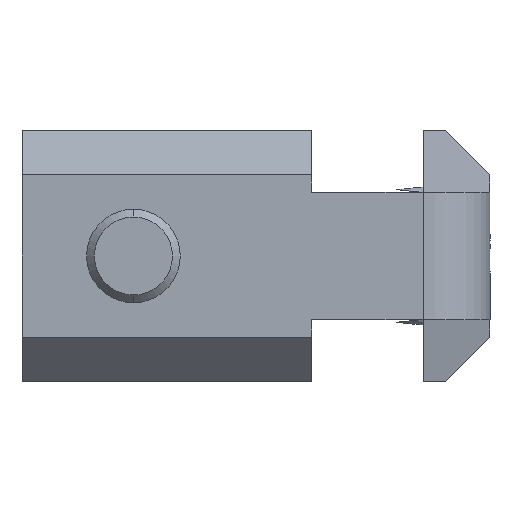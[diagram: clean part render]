
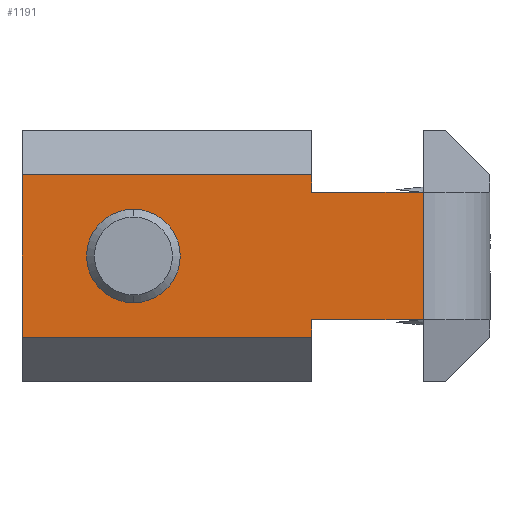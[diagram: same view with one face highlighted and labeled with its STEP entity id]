
A CAD part, front view. The second image highlights one B-rep face of the part: STEP entity #1191.
In plain terms, the highlighted planar face has unit normal (0, -1, 0).
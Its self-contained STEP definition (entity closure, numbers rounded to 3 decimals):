
#94 = CARTESIAN_POINT ( 'NONE',  ( 13., 0., 2.85 ) ) ;
#376 = LINE ( 'NONE', #3790, #1576 ) ;
#381 = VERTEX_POINT ( 'NONE', #1783 ) ;
#450 = EDGE_LOOP ( 'NONE', ( #3379, #2423, #2512, #1081, #2966, #2876, #1999, #2703 ) ) ;
#467 = CARTESIAN_POINT ( 'NONE',  ( 5., 0., 2.1 ) ) ;
#624 = VERTEX_POINT ( 'NONE', #467 ) ;
#908 = LINE ( 'NONE', #3974, #2837 ) ;
#1055 = CARTESIAN_POINT ( 'NONE',  ( 0., 0., -3.65 ) ) ;
#1081 = ORIENTED_EDGE ( 'NONE', *, *, #2268, .F. ) ;
#1191 = ADVANCED_FACE ( 'NONE', ( #3964, #4184 ), #3750, .F. ) ;
#1454 = CIRCLE ( 'NONE', #3352, 2.1 ) ;
#1576 = VECTOR ( 'NONE', #3783, 1000. ) ;
#1635 = EDGE_CURVE ( 'NONE', #624, #3845, #1454, .T. ) ;
#1783 = CARTESIAN_POINT ( 'NONE',  ( 0., 0., 3.65 ) ) ;
#1828 = AXIS2_PLACEMENT_3D ( 'NONE', #3989, #3985, #3983 ) ;
#1985 = LINE ( 'NONE', #94, #2497 ) ;
#1999 = ORIENTED_EDGE ( 'NONE', *, *, #2231, .F. ) ;
#2007 = EDGE_CURVE ( 'NONE', #2482, #3047, #1985, .T. ) ;
#2091 = ORIENTED_EDGE ( 'NONE', *, *, #1635, .F. ) ;
#2140 = EDGE_CURVE ( 'NONE', #2313, #2553, #3051, .T. ) ;
#2169 = DIRECTION ( 'NONE',  ( 0., 0., 1. ) ) ;
#2174 = DIRECTION ( 'NONE',  ( 0., -1., 0. ) ) ;
#2177 = CARTESIAN_POINT ( 'NONE',  ( 5., 0., 0. ) ) ;
#2197 = VECTOR ( 'NONE', #3877, 1000. ) ;
#2198 = CARTESIAN_POINT ( 'NONE',  ( 5., 0., -2.1 ) ) ;
#2225 = EDGE_CURVE ( 'NONE', #3845, #624, #2853, .T. ) ;
#2231 = EDGE_CURVE ( 'NONE', #381, #2482, #3814, .T. ) ;
#2240 = EDGE_CURVE ( 'NONE', #3047, #2726, #908, .T. ) ;
#2251 = LINE ( 'NONE', #3890, #2197 ) ;
#2268 = EDGE_CURVE ( 'NONE', #2726, #2276, #2251, .T. ) ;
#2276 = VERTEX_POINT ( 'NONE', #3858 ) ;
#2277 = EDGE_CURVE ( 'NONE', #2276, #2313, #4009, .T. ) ;
#2290 = EDGE_CURVE ( 'NONE', #2553, #4475, #3914, .T. ) ;
#2293 = EDGE_CURVE ( 'NONE', #4475, #381, #376, .T. ) ;
#2313 = VERTEX_POINT ( 'NONE', #3776 ) ;
#2423 = ORIENTED_EDGE ( 'NONE', *, *, #2140, .F. ) ;
#2482 = VERTEX_POINT ( 'NONE', #3675 ) ;
#2487 = EDGE_LOOP ( 'NONE', ( #2091, #3345 ) ) ;
#2497 = VECTOR ( 'NONE', #3502, 1000. ) ;
#2512 = ORIENTED_EDGE ( 'NONE', *, *, #2277, .F. ) ;
#2553 = VERTEX_POINT ( 'NONE', #3679 ) ;
#2703 = ORIENTED_EDGE ( 'NONE', *, *, #2293, .F. ) ;
#2726 = VERTEX_POINT ( 'NONE', #3573 ) ;
#2837 = VECTOR ( 'NONE', #3958, 1000. ) ;
#2853 = CIRCLE ( 'NONE', #1828, 2.1 ) ;
#2876 = ORIENTED_EDGE ( 'NONE', *, *, #2007, .F. ) ;
#2966 = ORIENTED_EDGE ( 'NONE', *, *, #2240, .F. ) ;
#3047 = VERTEX_POINT ( 'NONE', #3232 ) ;
#3051 = LINE ( 'NONE', #4300, #3151 ) ;
#3151 = VECTOR ( 'NONE', #4292, 1000. ) ;
#3232 = CARTESIAN_POINT ( 'NONE',  ( 13., 0., 2.85 ) ) ;
#3345 = ORIENTED_EDGE ( 'NONE', *, *, #2225, .F. ) ;
#3352 = AXIS2_PLACEMENT_3D ( 'NONE', #2177, #2174, #2169 ) ;
#3379 = ORIENTED_EDGE ( 'NONE', *, *, #2290, .F. ) ;
#3502 = DIRECTION ( 'NONE',  ( 0., 0., -1. ) ) ;
#3573 = CARTESIAN_POINT ( 'NONE',  ( 18., 0., 2.85 ) ) ;
#3675 = CARTESIAN_POINT ( 'NONE',  ( 13., 0., 3.65 ) ) ;
#3679 = CARTESIAN_POINT ( 'NONE',  ( 13., 0., -3.65 ) ) ;
#3745 = DIRECTION ( 'NONE',  ( 0., 0., 1. ) ) ;
#3746 = DIRECTION ( 'NONE',  ( 0., 1., 0. ) ) ;
#3750 = PLANE ( 'NONE',  #3916 ) ;
#3771 = VECTOR ( 'NONE', #4029, 1000. ) ;
#3776 = CARTESIAN_POINT ( 'NONE',  ( 13., 0., -2.85 ) ) ;
#3783 = DIRECTION ( 'NONE',  ( 0., 0., 1. ) ) ;
#3790 = CARTESIAN_POINT ( 'NONE',  ( 0., 0., 5.65 ) ) ;
#3799 = CARTESIAN_POINT ( 'NONE',  ( 18., 0., 5.65 ) ) ;
#3805 = DIRECTION ( 'NONE',  ( -1., 0., 0. ) ) ;
#3814 = LINE ( 'NONE', #4031, #3771 ) ;
#3818 = CARTESIAN_POINT ( 'NONE',  ( 18., 0., -3.65 ) ) ;
#3830 = DIRECTION ( 'NONE',  ( -1., 0., 0. ) ) ;
#3845 = VERTEX_POINT ( 'NONE', #2198 ) ;
#3855 = CARTESIAN_POINT ( 'NONE',  ( 18., 0., -2.85 ) ) ;
#3858 = CARTESIAN_POINT ( 'NONE',  ( 18., 0., -2.85 ) ) ;
#3874 = VECTOR ( 'NONE', #3805, 1000. ) ;
#3877 = DIRECTION ( 'NONE',  ( 0., 0., -1. ) ) ;
#3890 = CARTESIAN_POINT ( 'NONE',  ( 18., 0., 5.65 ) ) ;
#3914 = LINE ( 'NONE', #3818, #3874 ) ;
#3916 = AXIS2_PLACEMENT_3D ( 'NONE', #3799, #3746, #3745 ) ;
#3958 = DIRECTION ( 'NONE',  ( 1., 0., 0. ) ) ;
#3964 = FACE_OUTER_BOUND ( 'NONE', #450, .T. ) ;
#3974 = CARTESIAN_POINT ( 'NONE',  ( 18., 0., 2.85 ) ) ;
#3983 = DIRECTION ( 'NONE',  ( 0., 0., 1. ) ) ;
#3985 = DIRECTION ( 'NONE',  ( 0., -1., 0. ) ) ;
#3989 = CARTESIAN_POINT ( 'NONE',  ( 5., 0., 0. ) ) ;
#4005 = VECTOR ( 'NONE', #3830, 1000. ) ;
#4009 = LINE ( 'NONE', #3855, #4005 ) ;
#4029 = DIRECTION ( 'NONE',  ( 1., 0., 0. ) ) ;
#4031 = CARTESIAN_POINT ( 'NONE',  ( 18., 0., 3.65 ) ) ;
#4184 = FACE_BOUND ( 'NONE', #2487, .T. ) ;
#4292 = DIRECTION ( 'NONE',  ( 0., 0., -1. ) ) ;
#4300 = CARTESIAN_POINT ( 'NONE',  ( 13., 0., -2.85 ) ) ;
#4475 = VERTEX_POINT ( 'NONE', #1055 ) ;
